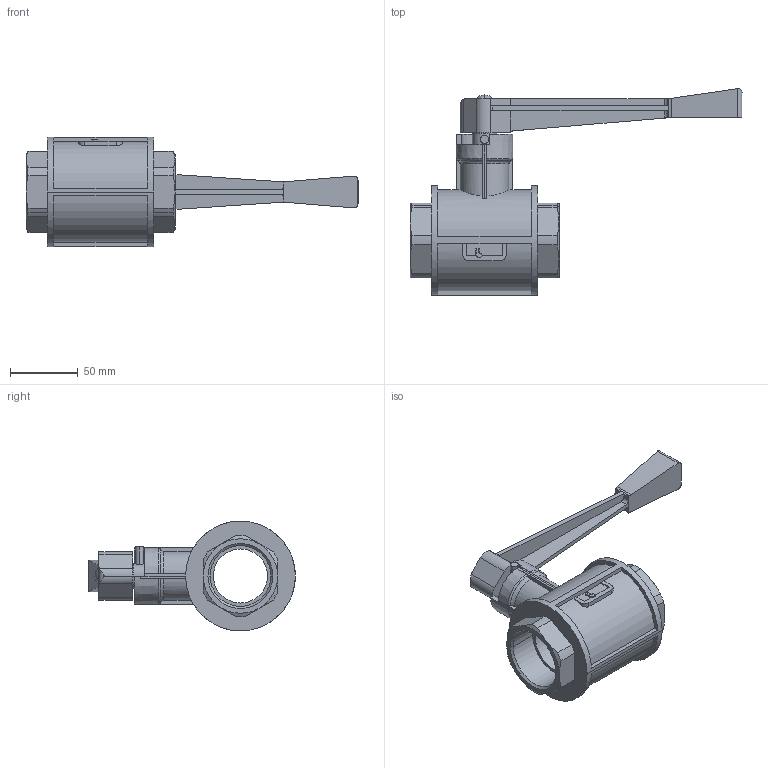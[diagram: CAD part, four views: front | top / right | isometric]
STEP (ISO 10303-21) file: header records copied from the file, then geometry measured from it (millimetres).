
FILE_DESCRIPTION(('STEP AP214'),'1');
FILE_NAME('0402_40_49.stp','2016-07-07T14:23:39',('TraceParts'),('TraceParts S.A.'),'Spatial InterOp 3D',' ',' ');
FILE_SCHEMA(('automotive_design'));
Length unit declared in the file: millimetre
Products named in the file (1): 1
Bounding box: 245 x 152.53 x 81 mm (x, y, z)
Volume: 384704.1 mm3; surface area: 75343.3 mm2
Topology: 3 solids, 3 shells, 208 faces, 549 edges, 355 vertices
Faces by surface type: plane 103, cylinder 72, cone 23, torus 10
Entity records: 6976 total; most frequent: CARTESIAN_POINT 1788, DIRECTION 1094, ORIENTED_EDGE 1094, EDGE_CURVE 547, AXIS2_PLACEMENT_3D 398, VERTEX_POINT 355, LINE 298, VECTOR 298
